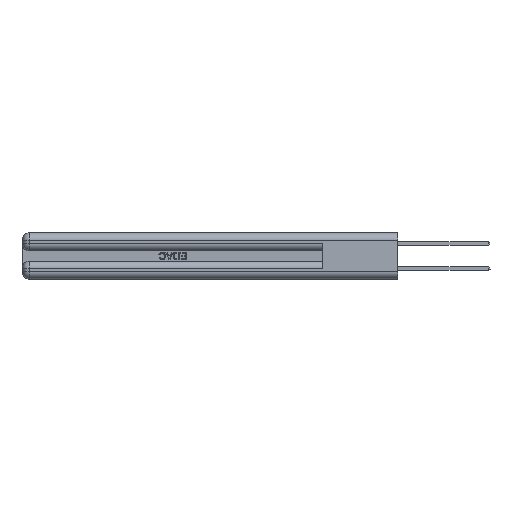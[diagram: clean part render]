
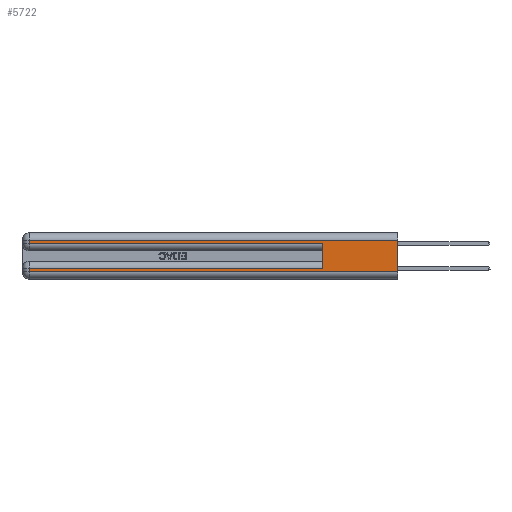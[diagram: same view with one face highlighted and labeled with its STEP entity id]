
A CAD part, left-side view. The second image highlights one B-rep face of the part: STEP entity #5722.
In plain terms, the highlighted planar face has unit normal (-1, 0, 0).
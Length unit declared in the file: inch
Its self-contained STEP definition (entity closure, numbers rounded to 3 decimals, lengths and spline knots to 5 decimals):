
#742 = VERTEX_POINT ( 'NONE', #46988 ) ;
#1696 = CARTESIAN_POINT ( 'NONE',  ( 0., 0.6, 0.285 ) ) ;
#2411 = ORIENTED_EDGE ( 'NONE', *, *, #36263, .T. ) ;
#3849 = CARTESIAN_POINT ( 'NONE',  ( 0., 0., 0.06 ) ) ;
#4170 = DIRECTION ( 'NONE',  ( 0., 1., 0. ) ) ;
#5293 = EDGE_CURVE ( 'NONE', #44748, #25144, #43610, .T. ) ;
#5442 = CARTESIAN_POINT ( 'NONE',  ( 0., 2.94, 0.06 ) ) ;
#5722 = ADVANCED_FACE ( 'NONE', ( #51021 ), #35473, .F. ) ;
#7078 = ORIENTED_EDGE ( 'NONE', *, *, #47968, .T. ) ;
#7364 = EDGE_LOOP ( 'NONE', ( #16999, #2411, #37353, #7078, #22786, #27186, #39120, #39445 ) ) ;
#7540 = LINE ( 'NONE', #30340, #15540 ) ;
#7592 = VERTEX_POINT ( 'NONE', #15002 ) ;
#8017 = VECTOR ( 'NONE', #4170, 39.37008 ) ;
#8306 = EDGE_CURVE ( 'NONE', #22735, #25144, #37767, .T. ) ;
#9148 = DIRECTION ( 'NONE',  ( 0., 0., -1. ) ) ;
#9666 = EDGE_CURVE ( 'NONE', #34412, #20369, #32015, .T. ) ;
#13638 = VECTOR ( 'NONE', #46737, 39.37008 ) ;
#14757 = EDGE_CURVE ( 'NONE', #20369, #22735, #24368, .T. ) ;
#14852 = DIRECTION ( 'NONE',  ( 0., 1., 0. ) ) ;
#15002 = CARTESIAN_POINT ( 'NONE',  ( 0., 2.94, 0.285 ) ) ;
#15162 = DIRECTION ( 'NONE',  ( 1., 0., 0. ) ) ;
#15540 = VECTOR ( 'NONE', #14852, 39.37008 ) ;
#15827 = CARTESIAN_POINT ( 'NONE',  ( 0., 0., 0.37 ) ) ;
#16777 = VECTOR ( 'NONE', #46874, 39.37008 ) ;
#16999 = ORIENTED_EDGE ( 'NONE', *, *, #5293, .F. ) ;
#18522 = DIRECTION ( 'NONE',  ( 0., 0., -1. ) ) ;
#20369 = VERTEX_POINT ( 'NONE', #36798 ) ;
#21300 = CARTESIAN_POINT ( 'NONE',  ( 0., 0., 0.06 ) ) ;
#22735 = VERTEX_POINT ( 'NONE', #5442 ) ;
#22786 = ORIENTED_EDGE ( 'NONE', *, *, #22897, .F. ) ;
#22897 = EDGE_CURVE ( 'NONE', #34412, #36871, #46020, .T. ) ;
#24097 = LINE ( 'NONE', #47411, #13638 ) ;
#24368 = LINE ( 'NONE', #38010, #47189 ) ;
#24488 = CARTESIAN_POINT ( 'NONE',  ( 0., 0., 0.37 ) ) ;
#25144 = VERTEX_POINT ( 'NONE', #21300 ) ;
#27136 = LINE ( 'NONE', #38391, #46952 ) ;
#27186 = ORIENTED_EDGE ( 'NONE', *, *, #9666, .T. ) ;
#29217 = DIRECTION ( 'NONE',  ( 0., 0., 1. ) ) ;
#29357 = VECTOR ( 'NONE', #9148, 39.37008 ) ;
#30070 = DIRECTION ( 'NONE',  ( 0., -1., 0. ) ) ;
#30340 = CARTESIAN_POINT ( 'NONE',  ( 0., 0., 0.31 ) ) ;
#32015 = LINE ( 'NONE', #36082, #8017 ) ;
#33895 = CARTESIAN_POINT ( 'NONE',  ( 0., 0.6, 0.085 ) ) ;
#34412 = VERTEX_POINT ( 'NONE', #33895 ) ;
#35473 = PLANE ( 'NONE',  #41275 ) ;
#36082 = CARTESIAN_POINT ( 'NONE',  ( 0., 0., 0.085 ) ) ;
#36263 = EDGE_CURVE ( 'NONE', #44748, #742, #7540, .T. ) ;
#36798 = CARTESIAN_POINT ( 'NONE',  ( 0., 2.94, 0.085 ) ) ;
#36871 = VERTEX_POINT ( 'NONE', #1696 ) ;
#37107 = EDGE_CURVE ( 'NONE', #742, #7592, #24097, .T. ) ;
#37353 = ORIENTED_EDGE ( 'NONE', *, *, #37107, .T. ) ;
#37767 = LINE ( 'NONE', #3849, #16777 ) ;
#38010 = CARTESIAN_POINT ( 'NONE',  ( 0., 2.94, 0.37 ) ) ;
#38391 = CARTESIAN_POINT ( 'NONE',  ( 0., 0., 0.285 ) ) ;
#39120 = ORIENTED_EDGE ( 'NONE', *, *, #14757, .T. ) ;
#39445 = ORIENTED_EDGE ( 'NONE', *, *, #8306, .T. ) ;
#41275 = AXIS2_PLACEMENT_3D ( 'NONE', #15827, #15162, #46933 ) ;
#43610 = LINE ( 'NONE', #24488, #29357 ) ;
#44325 = CARTESIAN_POINT ( 'NONE',  ( 0., 0., 0.31 ) ) ;
#44748 = VERTEX_POINT ( 'NONE', #44325 ) ;
#46020 = LINE ( 'NONE', #49315, #50963 ) ;
#46737 = DIRECTION ( 'NONE',  ( 0., 0., -1. ) ) ;
#46874 = DIRECTION ( 'NONE',  ( 0., -1., 0. ) ) ;
#46933 = DIRECTION ( 'NONE',  ( 0., 0., -1. ) ) ;
#46952 = VECTOR ( 'NONE', #30070, 39.37008 ) ;
#46988 = CARTESIAN_POINT ( 'NONE',  ( 0., 2.94, 0.31 ) ) ;
#47189 = VECTOR ( 'NONE', #18522, 39.37008 ) ;
#47411 = CARTESIAN_POINT ( 'NONE',  ( 0., 2.94, 0.37 ) ) ;
#47968 = EDGE_CURVE ( 'NONE', #7592, #36871, #27136, .T. ) ;
#49315 = CARTESIAN_POINT ( 'NONE',  ( 0., 0.6, 0.145 ) ) ;
#50963 = VECTOR ( 'NONE', #29217, 39.37008 ) ;
#51021 = FACE_OUTER_BOUND ( 'NONE', #7364, .T. ) ;
